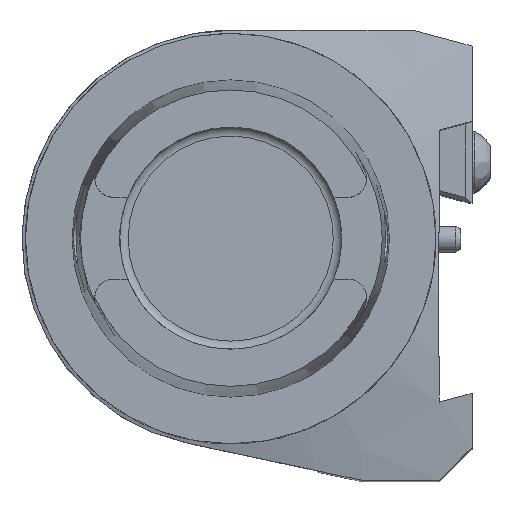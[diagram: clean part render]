
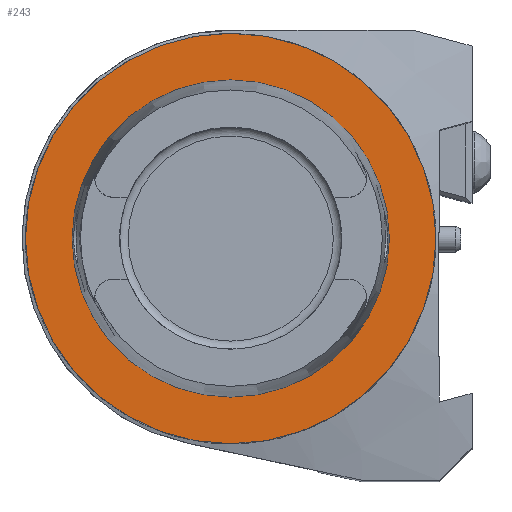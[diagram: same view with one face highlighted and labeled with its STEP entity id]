
A CAD part, top view. The second image highlights one B-rep face of the part: STEP entity #243.
In plain terms, the highlighted planar face has unit normal (0, 0, 1).
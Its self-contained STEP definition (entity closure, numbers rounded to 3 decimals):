
#243=ADVANCED_FACE('',(#469,#470),#337,.F.);
#337=PLANE('',#2256);
#408=CIRCLE('',#2221,31.47);
#424=CIRCLE('',#2254,24.321);
#469=FACE_BOUND('',#582,.T.);
#470=FACE_BOUND('',#583,.T.);
#582=EDGE_LOOP('',(#1090));
#583=EDGE_LOOP('',(#1091));
#1090=ORIENTED_EDGE('',*,*,#1674,.T.);
#1091=ORIENTED_EDGE('',*,*,#1730,.T.);
#1432=VERTEX_POINT('',#3609);
#1460=VERTEX_POINT('',#3836);
#1674=EDGE_CURVE('',#1432,#1432,#408,.T.);
#1730=EDGE_CURVE('',#1460,#1460,#424,.T.);
#2221=AXIS2_PLACEMENT_3D('',#3608,#2637,#2638);
#2254=AXIS2_PLACEMENT_3D('',#3835,#2725,#2726);
#2256=AXIS2_PLACEMENT_3D('',#3838,#2729,#2730);
#2637=DIRECTION('',(0.,0.,1.));
#2638=DIRECTION('',(1.,0.,0.));
#2725=DIRECTION('',(0.,0.,-1.));
#2726=DIRECTION('',(1.,0.,0.));
#2729=DIRECTION('',(0.,0.,-1.));
#2730=DIRECTION('',(1.,0.,0.));
#3608=CARTESIAN_POINT('',(0.,0.,0.));
#3609=CARTESIAN_POINT('',(31.47,0.,0.));
#3835=CARTESIAN_POINT('',(0.,0.,0.));
#3836=CARTESIAN_POINT('',(24.321,0.,0.));
#3838=CARTESIAN_POINT('',(0.,-25.43,0.));
